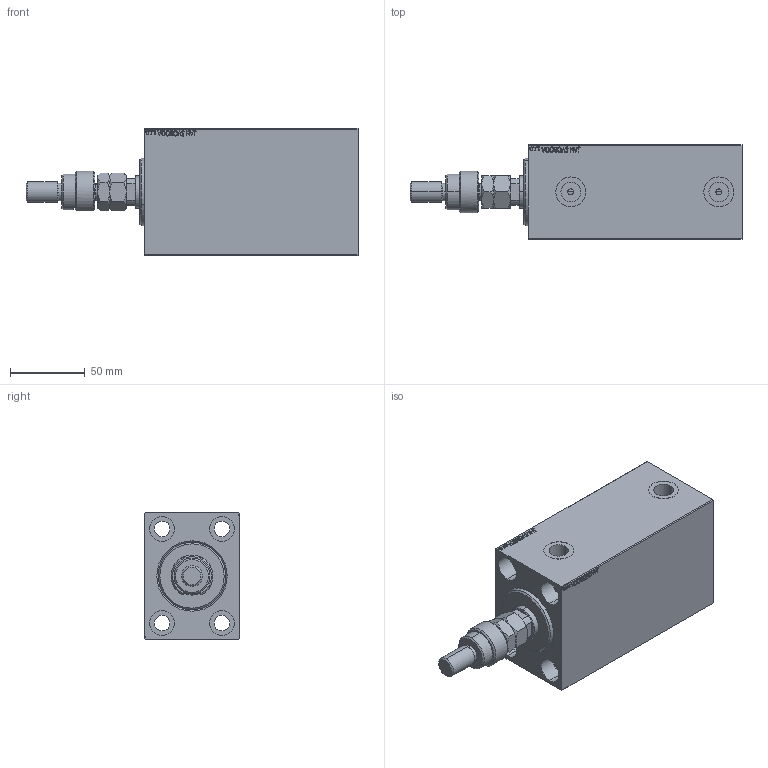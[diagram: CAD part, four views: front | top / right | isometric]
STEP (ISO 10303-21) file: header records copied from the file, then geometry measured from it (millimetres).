
FILE_DESCRIPTION (( 'STEP AP203' ), '1' );
FILE_NAME ('5e2b.STEP', '2024-02-12T01:50:59', ( '' ), ( '' ), 'SwSTEP 2.0', 'SolidWorks 2019', '' );
FILE_SCHEMA (( 'CONFIG_CONTROL_DESIGN' ));
Length unit declared in the file: millimetre
Products named in the file (7): V450CM_VC_B 99d13d3228196fa8ef1159cab2c8d0f5; 5e2b; V450CM_C_VCP 99d13d3228196fa8ef1159cab2c8d0f5; MFA 99d13d3228196fa8ef1159cab2c8d0f5; DFA 99d13d3228196fa8ef1159cab2c8d0f5; FEMALE_PART_FOR_DFA 99d13d3228196fa8ef1159cab2c8d0f5; V450CM_C_Body 99d13d3228196fa8ef1159cab2c8d0f5
Assembly tree (6 placements, depth 3):
  5e2b
    V450CM_C_Body 99d13d3228196fa8ef1159cab2c8d0f5
    V450CM_C_VCP 99d13d3228196fa8ef1159cab2c8d0f5
    V450CM_VC_B 99d13d3228196fa8ef1159cab2c8d0f5
    DFA 99d13d3228196fa8ef1159cab2c8d0f5
      FEMALE_PART_FOR_DFA 99d13d3228196fa8ef1159cab2c8d0f5
      MFA 99d13d3228196fa8ef1159cab2c8d0f5
Bounding box: 222 x 63 x 85 mm (x, y, z)
Volume: 657756.2 mm3; surface area: 119353.1 mm2
Topology: 5 solids, 5 shells, 947 faces, 2392 edges, 1569 vertices
Faces by surface type: plane 436, bspline 380, cylinder 73, cone 54, torus 4
Entity records: 46835 total; most frequent: CARTESIAN_POINT 25870, ORIENTED_EDGE 4780, DIRECTION 2920, EDGE_CURVE 2390, VERTEX_POINT 1569, LINE 1362, VECTOR 1362, EDGE_LOOP 1077
